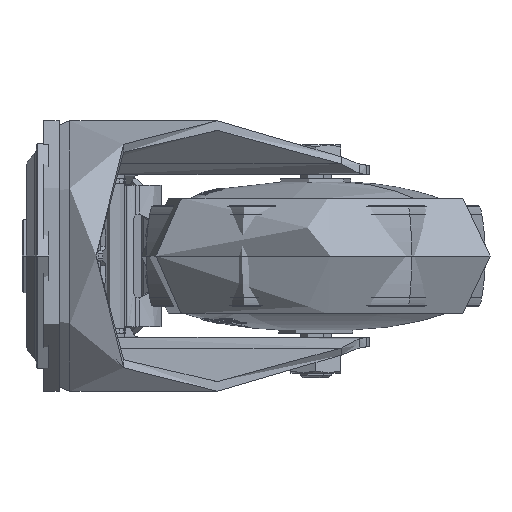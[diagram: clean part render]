
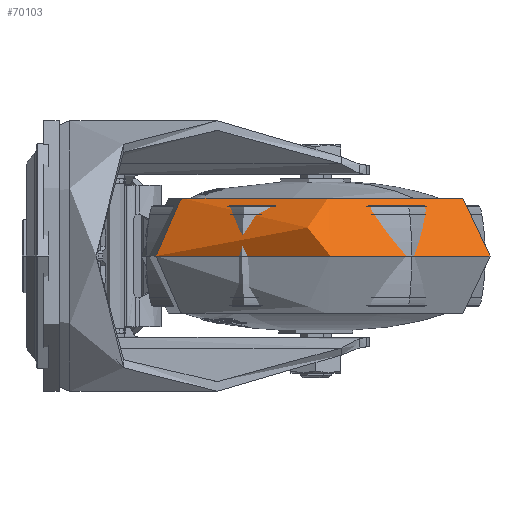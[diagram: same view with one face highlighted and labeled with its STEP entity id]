
A CAD part, left-side view. The second image highlights one B-rep face of the part: STEP entity #70103.
In plain terms, the highlighted free-form (B-spline) face has degree [3, 3] with [4, 4] control points.
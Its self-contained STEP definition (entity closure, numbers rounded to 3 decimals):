
#3410 = CARTESIAN_POINT ( 'NONE',  ( -16.317, -173.722, 0. ) ) ;
#3748 = CIRCLE ( 'NONE', #7865, 50. ) ;
#5933 = CARTESIAN_POINT ( 'NONE',  ( 61.851, -110.874, 15. ) ) ;
#6930 = DIRECTION ( 'NONE',  ( 0., 0., -1. ) ) ;
#7865 = AXIS2_PLACEMENT_3D ( 'NONE', #25906, #6930, #12978 ) ;
#10059 = CARTESIAN_POINT ( 'NONE',  ( 66.226, -117.271, 8.787 ) ) ;
#12978 = DIRECTION ( 'NONE',  ( 0.825, 0.565, 0. ) ) ;
#13715 =( BOUNDED_CURVE ( )  B_SPLINE_CURVE ( 3, ( #15766, #53521, #22239, #21810 ),
 .UNSPECIFIED., .F., .F. ) 
 B_SPLINE_CURVE_WITH_KNOTS ( ( 4, 4 ),
 ( 3.142, 4.712 ),
 .UNSPECIFIED. ) 
 CURVE ( )  GEOMETRIC_REPRESENTATION_ITEM ( )  RATIONAL_B_SPLINE_CURVE ( ( 1., 0.805, 0.805, 1. ) ) 
 REPRESENTATION_ITEM ( '' )  );
#15766 = CARTESIAN_POINT ( 'NONE',  ( 14.149, -41.126, 15. ) ) ;
#16345 = CARTESIAN_POINT ( 'NONE',  ( -65.656, -90.205, 15. ) ) ;
#16778 = CARTESIAN_POINT ( 'NONE',  ( 64.413, -114.622, 15. ) ) ;
#18304 = VERTEX_POINT ( 'NONE', #27600 ) ;
#19723 = CIRCLE ( 'NONE', #33414, 42.25 ) ;
#21810 = CARTESIAN_POINT ( 'NONE',  ( 9.774, -34.729, 0. ) ) ;
#22239 = CARTESIAN_POINT ( 'NONE',  ( 9.774, -34.729, 8.787 ) ) ;
#23236 = CARTESIAN_POINT ( 'NONE',  ( 61.851, -110.874, 15. ) ) ;
#23346 = VERTEX_POINT ( 'NONE', #5933 ) ;
#25906 = CARTESIAN_POINT ( 'NONE',  ( 38., -76., 0. ) ) ;
#27132 = CARTESIAN_POINT ( 'NONE',  ( 9.774, -34.729, 0. ) ) ;
#27600 = CARTESIAN_POINT ( 'NONE',  ( 14.149, -41.126, 15. ) ) ;
#28829 = CARTESIAN_POINT ( 'NONE',  ( 9.774, -34.729, 0. ) ) ;
#29675 = CARTESIAN_POINT ( 'NONE',  ( 9.774, -34.729, 8.787 ) ) ;
#30634 = EDGE_CURVE ( 'NONE', #77421, #23346, #54317, .T. ) ;
#32594 = CARTESIAN_POINT ( 'NONE',  ( 38., -76., 15. ) ) ;
#33414 = AXIS2_PLACEMENT_3D ( 'NONE', #32594, #65585, #38636 ) ;
#35644 = CARTESIAN_POINT ( 'NONE',  ( 66.226, -117.271, 0. ) ) ;
#36265 = CARTESIAN_POINT ( 'NONE',  ( 64.413, -114.622, 15. ) ) ;
#37117 = CARTESIAN_POINT ( 'NONE',  ( 66.226, -117.271, 0. ) ) ;
#37949 = VERTEX_POINT ( 'NONE', #27132 ) ;
#38636 = DIRECTION ( 'NONE',  ( -0.825, -0.565, 0. ) ) ;
#41356 = ORIENTED_EDGE ( 'NONE', *, *, #71059, .F. ) ;
#43234 = EDGE_CURVE ( 'NONE', #18304, #37949, #13715, .T. ) ;
#44525 = ORIENTED_EDGE ( 'NONE', *, *, #84345, .T. ) ;
#48929 = CARTESIAN_POINT ( 'NONE',  ( -12.83, -167.448, 15. ) ) ;
#49797 = FACE_OUTER_BOUND ( 'NONE', #65891, .T. ) ;
#53521 = CARTESIAN_POINT ( 'NONE',  ( 11.587, -37.378, 15. ) ) ;
#54317 =( BOUNDED_CURVE ( )  B_SPLINE_CURVE ( 3, ( #37117, #10059, #36265, #64080 ),
 .UNSPECIFIED., .F., .F. ) 
 B_SPLINE_CURVE_WITH_KNOTS ( ( 4, 4 ),
 ( 1.571, 3.142 ),
 .UNSPECIFIED. ) 
 CURVE ( )  GEOMETRIC_REPRESENTATION_ITEM ( )  RATIONAL_B_SPLINE_CURVE ( ( 1., 0.805, 0.805, 1. ) ) 
 REPRESENTATION_ITEM ( '' )  );
#55403 = CARTESIAN_POINT ( 'NONE',  ( 66.226, -117.271, 8.787 ) ) ;
#61508 = CARTESIAN_POINT ( 'NONE',  ( 66.226, -117.271, 0. ) ) ;
#61801 = CARTESIAN_POINT ( 'NONE',  ( -16.317, -173.722, 8.787 ) ) ;
#64080 = CARTESIAN_POINT ( 'NONE',  ( 61.851, -110.874, 15. ) ) ;
#65585 = DIRECTION ( 'NONE',  ( 0., 0., -1. ) ) ;
#65891 = EDGE_LOOP ( 'NONE', ( #44525, #77151, #41356, #78658 ) ) ;
#67752 = CARTESIAN_POINT ( 'NONE',  ( -72.768, -91.18, 0. ) ) ;
#68604 = CARTESIAN_POINT ( 'NONE',  ( -55.599, -88.827, 15. ) ) ;
#70103 = ADVANCED_FACE ( 'NONE', ( #49797 ), #78306, .F. ) ;
#71059 = EDGE_CURVE ( 'NONE', #77421, #37949, #3748, .T. ) ;
#74625 = CARTESIAN_POINT ( 'NONE',  ( -72.768, -91.18, 8.787 ) ) ;
#75057 = CARTESIAN_POINT ( 'NONE',  ( 14.149, -41.126, 15. ) ) ;
#77151 = ORIENTED_EDGE ( 'NONE', *, *, #43234, .T. ) ;
#77421 = VERTEX_POINT ( 'NONE', #61508 ) ;
#78306 =( BOUNDED_SURFACE ( )  B_SPLINE_SURFACE ( 3, 3, ( 
 ( #28829, #67752, #3410, #35644 ),
 ( #29675, #74625, #61801, #55403 ),
 ( #81535, #16345, #48929, #16778 ),
 ( #75057, #68604, #81961, #23236 ) ),
 .UNSPECIFIED., .F., .F., .T. ) 
 B_SPLINE_SURFACE_WITH_KNOTS ( ( 4, 4 ),
 ( 4, 4 ),
 ( 0., 1. ),
 ( 0., 1. ),
 .UNSPECIFIED. ) 
 GEOMETRIC_REPRESENTATION_ITEM ( )  RATIONAL_B_SPLINE_SURFACE ( (
 ( 1., 0.333, 0.333, 1.),
 ( 0.805, 0.268, 0.268, 0.805),
 ( 0.805, 0.268, 0.268, 0.805),
 ( 1., 0.333, 0.333, 1.) ) ) 
 REPRESENTATION_ITEM ( '' )  SURFACE ( )  );
#78658 = ORIENTED_EDGE ( 'NONE', *, *, #30634, .T. ) ;
#81535 = CARTESIAN_POINT ( 'NONE',  ( 11.587, -37.378, 15. ) ) ;
#81961 = CARTESIAN_POINT ( 'NONE',  ( -7.898, -158.575, 15. ) ) ;
#84345 = EDGE_CURVE ( 'NONE', #23346, #18304, #19723, .T. ) ;
